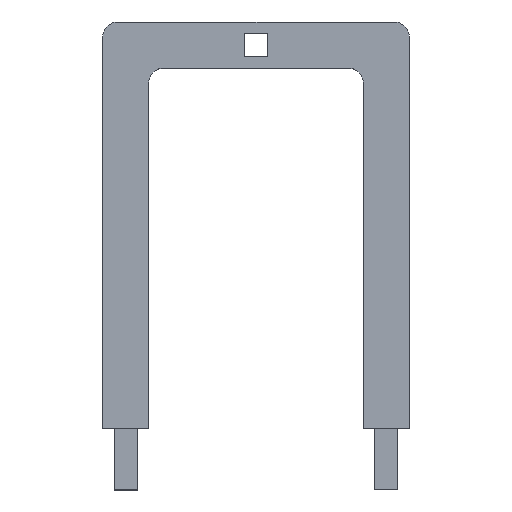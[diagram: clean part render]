
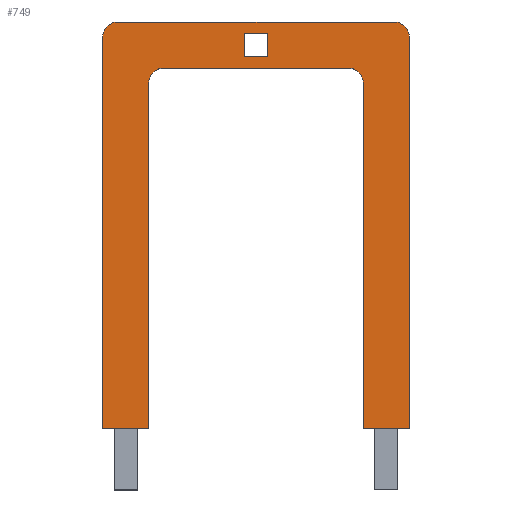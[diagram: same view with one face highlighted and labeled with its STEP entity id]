
A CAD part, top view. The second image highlights one B-rep face of the part: STEP entity #749.
In plain terms, the highlighted planar face has unit normal (0, 0, 1).
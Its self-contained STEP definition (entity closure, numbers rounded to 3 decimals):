
#1 = DIRECTION ( 'NONE',  ( 0., 0., -1. ) ) ;
#7 = VERTEX_POINT ( 'NONE', #1050 ) ;
#22 = CARTESIAN_POINT ( 'NONE',  ( -15.431, 169.618, 30. ) ) ;
#29 = EDGE_CURVE ( 'NONE', #283, #393, #589, .T. ) ;
#32 = VECTOR ( 'NONE', #598, 1000. ) ;
#56 = DIRECTION ( 'NONE',  ( 1., 0., 0. ) ) ;
#62 = EDGE_CURVE ( 'NONE', #667, #1054, #835, .T. ) ;
#66 = ORIENTED_EDGE ( 'NONE', *, *, #799, .T. ) ;
#104 = DIRECTION ( 'NONE',  ( 0., 0., -1. ) ) ;
#113 = DIRECTION ( 'NONE',  ( 0., -1., 0. ) ) ;
#118 = ORIENTED_EDGE ( 'NONE', *, *, #1005, .F. ) ;
#124 = AXIS2_PLACEMENT_3D ( 'NONE', #756, #391, #1122 ) ;
#142 = EDGE_CURVE ( 'NONE', #709, #578, #327, .T. ) ;
#143 = CARTESIAN_POINT ( 'NONE',  ( 92.069, -87.882, 30. ) ) ;
#156 = VECTOR ( 'NONE', #181, 1000. ) ;
#165 = VERTEX_POINT ( 'NONE', #871 ) ;
#172 = VECTOR ( 'NONE', #893, 1000. ) ;
#181 = DIRECTION ( 'NONE',  ( 0., -1., 0. ) ) ;
#188 = EDGE_LOOP ( 'NONE', ( #848, #557, #846, #343, #636, #417, #955, #885, #465, #66, #850, #487 ) ) ;
#189 = CARTESIAN_POINT ( 'NONE',  ( -15.431, 169.618, 30. ) ) ;
#193 = CIRCLE ( 'NONE', #281, 10. ) ;
#201 = DIRECTION ( 'NONE',  ( 1., 0., 0. ) ) ;
#213 = VECTOR ( 'NONE', #56, 1000. ) ;
#214 = VERTEX_POINT ( 'NONE', #803 ) ;
#220 = DIRECTION ( 'NONE',  ( -1., 0., 0. ) ) ;
#223 = LINE ( 'NONE', #1179, #172 ) ;
#233 = LINE ( 'NONE', #905, #1011 ) ;
#279 = VECTOR ( 'NONE', #113, 1000. ) ;
#281 = AXIS2_PLACEMENT_3D ( 'NONE', #656, #104, #752 ) ;
#283 = VERTEX_POINT ( 'NONE', #813 ) ;
#301 = DIRECTION ( 'NONE',  ( 1., 0., 0. ) ) ;
#311 = CARTESIAN_POINT ( 'NONE',  ( -15.431, 154.618, 30. ) ) ;
#315 = ORIENTED_EDGE ( 'NONE', *, *, #62, .F. ) ;
#316 = VERTEX_POINT ( 'NONE', #981 ) ;
#327 = LINE ( 'NONE', #788, #213 ) ;
#333 = CARTESIAN_POINT ( 'NONE',  ( -0.431, 154.618, 30. ) ) ;
#343 = ORIENTED_EDGE ( 'NONE', *, *, #1076, .T. ) ;
#344 = CARTESIAN_POINT ( 'NONE',  ( 92.069, 167.118, 30. ) ) ;
#361 = CARTESIAN_POINT ( 'NONE',  ( 62.069, 137.118, 30. ) ) ;
#369 = VECTOR ( 'NONE', #943, 1000. ) ;
#387 = AXIS2_PLACEMENT_3D ( 'NONE', #838, #1, #922 ) ;
#391 = DIRECTION ( 'NONE',  ( 0., 0., 1. ) ) ;
#392 = VERTEX_POINT ( 'NONE', #1157 ) ;
#393 = VERTEX_POINT ( 'NONE', #344 ) ;
#414 = VECTOR ( 'NONE', #1182, 1000. ) ;
#417 = ORIENTED_EDGE ( 'NONE', *, *, #632, .T. ) ;
#424 = LINE ( 'NONE', #1170, #449 ) ;
#425 = AXIS2_PLACEMENT_3D ( 'NONE', #784, #1136, #220 ) ;
#432 = EDGE_CURVE ( 'NONE', #214, #555, #883, .T. ) ;
#434 = CARTESIAN_POINT ( 'NONE',  ( -107.931, -87.882, 30. ) ) ;
#437 = CARTESIAN_POINT ( 'NONE',  ( -0.431, 169.618, 30. ) ) ;
#449 = VECTOR ( 'NONE', #201, 1000. ) ;
#450 = CARTESIAN_POINT ( 'NONE',  ( -77.931, 137.118, 30. ) ) ;
#464 = DIRECTION ( 'NONE',  ( -1., 0., 0. ) ) ;
#465 = ORIENTED_EDGE ( 'NONE', *, *, #1181, .T. ) ;
#466 = AXIS2_PLACEMENT_3D ( 'NONE', #745, #1188, #464 ) ;
#487 = ORIENTED_EDGE ( 'NONE', *, *, #569, .T. ) ;
#489 = VERTEX_POINT ( 'NONE', #549 ) ;
#495 = LINE ( 'NONE', #732, #156 ) ;
#508 = EDGE_CURVE ( 'NONE', #489, #316, #832, .T. ) ;
#549 = CARTESIAN_POINT ( 'NONE',  ( -0.431, 169.618, 30. ) ) ;
#555 = VERTEX_POINT ( 'NONE', #1016 ) ;
#557 = ORIENTED_EDGE ( 'NONE', *, *, #1172, .T. ) ;
#562 = CARTESIAN_POINT ( 'NONE',  ( -15.431, 154.618, 30. ) ) ;
#569 = EDGE_CURVE ( 'NONE', #393, #392, #802, .T. ) ;
#576 = ORIENTED_EDGE ( 'NONE', *, *, #508, .F. ) ;
#578 = VERTEX_POINT ( 'NONE', #748 ) ;
#589 = LINE ( 'NONE', #766, #1074 ) ;
#593 = CARTESIAN_POINT ( 'NONE',  ( -97.931, 177.118, 30. ) ) ;
#598 = DIRECTION ( 'NONE',  ( 1., 0., 0. ) ) ;
#615 = VECTOR ( 'NONE', #810, 1000. ) ;
#632 = EDGE_CURVE ( 'NONE', #946, #709, #815, .T. ) ;
#636 = ORIENTED_EDGE ( 'NONE', *, *, #937, .T. ) ;
#656 = CARTESIAN_POINT ( 'NONE',  ( 52.069, 137.118, 30. ) ) ;
#667 = VERTEX_POINT ( 'NONE', #562 ) ;
#688 = PLANE ( 'NONE',  #425 ) ;
#709 = VERTEX_POINT ( 'NONE', #956 ) ;
#721 = VECTOR ( 'NONE', #301, 1000. ) ;
#732 = CARTESIAN_POINT ( 'NONE',  ( 62.069, -87.882, 30. ) ) ;
#745 = CARTESIAN_POINT ( 'NONE',  ( -97.931, 167.118, 30. ) ) ;
#748 = CARTESIAN_POINT ( 'NONE',  ( 52.069, 147.118, 30. ) ) ;
#749 = ADVANCED_FACE ( 'NONE', ( #1001, #765 ), #688, .F. ) ;
#752 = DIRECTION ( 'NONE',  ( -1., 0., 0. ) ) ;
#754 = VERTEX_POINT ( 'NONE', #593 ) ;
#756 = CARTESIAN_POINT ( 'NONE',  ( 82.069, 167.118, 30. ) ) ;
#765 = FACE_OUTER_BOUND ( 'NONE', #188, .T. ) ;
#766 = CARTESIAN_POINT ( 'NONE',  ( 92.069, 177.118, 30. ) ) ;
#784 = CARTESIAN_POINT ( 'NONE',  ( 0., 0., 30. ) ) ;
#788 = CARTESIAN_POINT ( 'NONE',  ( 62.069, 147.118, 30. ) ) ;
#799 = EDGE_CURVE ( 'NONE', #7, #283, #856, .T. ) ;
#802 = CIRCLE ( 'NONE', #124, 10. ) ;
#803 = CARTESIAN_POINT ( 'NONE',  ( -107.931, 167.118, 30. ) ) ;
#810 = DIRECTION ( 'NONE',  ( 0., -1., 0. ) ) ;
#813 = CARTESIAN_POINT ( 'NONE',  ( 92.069, -87.882, 30. ) ) ;
#815 = CIRCLE ( 'NONE', #387, 10. ) ;
#821 = EDGE_LOOP ( 'NONE', ( #315, #118, #576, #839 ) ) ;
#832 = LINE ( 'NONE', #189, #414 ) ;
#835 = LINE ( 'NONE', #311, #721 ) ;
#838 = CARTESIAN_POINT ( 'NONE',  ( -67.931, 137.118, 30. ) ) ;
#839 = ORIENTED_EDGE ( 'NONE', *, *, #993, .F. ) ;
#846 = ORIENTED_EDGE ( 'NONE', *, *, #432, .T. ) ;
#848 = ORIENTED_EDGE ( 'NONE', *, *, #1025, .T. ) ;
#850 = ORIENTED_EDGE ( 'NONE', *, *, #29, .T. ) ;
#856 = LINE ( 'NONE', #143, #32 ) ;
#871 = CARTESIAN_POINT ( 'NONE',  ( -77.931, -87.882, 30. ) ) ;
#883 = LINE ( 'NONE', #434, #615 ) ;
#885 = ORIENTED_EDGE ( 'NONE', *, *, #889, .T. ) ;
#889 = EDGE_CURVE ( 'NONE', #578, #1116, #193, .T. ) ;
#893 = DIRECTION ( 'NONE',  ( 0., 1., 0. ) ) ;
#905 = CARTESIAN_POINT ( 'NONE',  ( -107.931, 177.118, 30. ) ) ;
#922 = DIRECTION ( 'NONE',  ( -1., 0., 0. ) ) ;
#923 = LINE ( 'NONE', #437, #369 ) ;
#937 = EDGE_CURVE ( 'NONE', #165, #946, #223, .T. ) ;
#943 = DIRECTION ( 'NONE',  ( 0., 1., 0. ) ) ;
#946 = VERTEX_POINT ( 'NONE', #450 ) ;
#949 = DIRECTION ( 'NONE',  ( 0., 1., 0. ) ) ;
#955 = ORIENTED_EDGE ( 'NONE', *, *, #142, .T. ) ;
#956 = CARTESIAN_POINT ( 'NONE',  ( -67.931, 147.118, 30. ) ) ;
#981 = CARTESIAN_POINT ( 'NONE',  ( -15.431, 169.618, 30. ) ) ;
#993 = EDGE_CURVE ( 'NONE', #1054, #489, #923, .T. ) ;
#1001 = FACE_BOUND ( 'NONE', #821, .T. ) ;
#1005 = EDGE_CURVE ( 'NONE', #316, #667, #1112, .T. ) ;
#1011 = VECTOR ( 'NONE', #1180, 1000. ) ;
#1016 = CARTESIAN_POINT ( 'NONE',  ( -107.931, -87.882, 30. ) ) ;
#1025 = EDGE_CURVE ( 'NONE', #392, #754, #233, .T. ) ;
#1050 = CARTESIAN_POINT ( 'NONE',  ( 62.069, -87.882, 30. ) ) ;
#1054 = VERTEX_POINT ( 'NONE', #333 ) ;
#1074 = VECTOR ( 'NONE', #949, 1000. ) ;
#1076 = EDGE_CURVE ( 'NONE', #555, #165, #424, .T. ) ;
#1112 = LINE ( 'NONE', #22, #279 ) ;
#1116 = VERTEX_POINT ( 'NONE', #361 ) ;
#1122 = DIRECTION ( 'NONE',  ( -1., 0., 0. ) ) ;
#1136 = DIRECTION ( 'NONE',  ( 0., 0., -1. ) ) ;
#1157 = CARTESIAN_POINT ( 'NONE',  ( 82.069, 177.118, 30. ) ) ;
#1170 = CARTESIAN_POINT ( 'NONE',  ( -77.931, -87.882, 30. ) ) ;
#1172 = EDGE_CURVE ( 'NONE', #754, #214, #1186, .T. ) ;
#1179 = CARTESIAN_POINT ( 'NONE',  ( -77.931, 147.118, 30. ) ) ;
#1180 = DIRECTION ( 'NONE',  ( -1., 0., 0. ) ) ;
#1181 = EDGE_CURVE ( 'NONE', #1116, #7, #495, .T. ) ;
#1182 = DIRECTION ( 'NONE',  ( -1., 0., 0. ) ) ;
#1186 = CIRCLE ( 'NONE', #466, 10. ) ;
#1188 = DIRECTION ( 'NONE',  ( 0., 0., 1. ) ) ;
